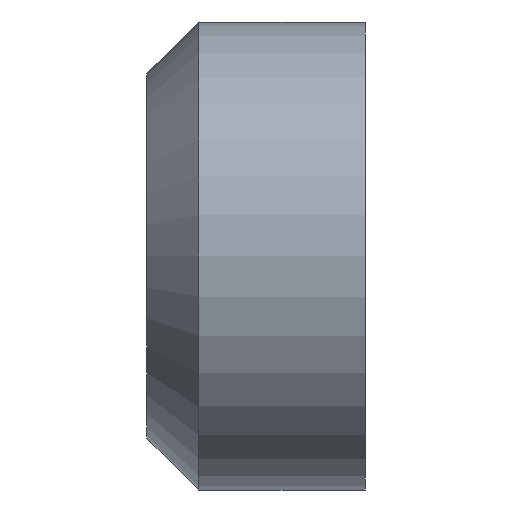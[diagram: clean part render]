
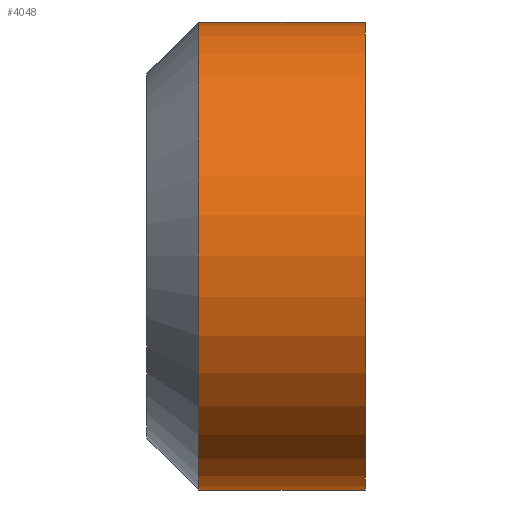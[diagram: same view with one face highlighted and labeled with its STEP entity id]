
A CAD part, left-side view. The second image highlights one B-rep face of the part: STEP entity #4048.
In plain terms, the highlighted cylindrical face has radius 22.5 mm (diameter 45 mm), a partial arc.
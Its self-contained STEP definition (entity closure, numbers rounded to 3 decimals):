
#96 = EDGE_CURVE ( 'NONE', #5002, #2619, #1699, .T. ) ;
#108 = AXIS2_PLACEMENT_3D ( 'NONE', #1256, #4660, #2693 ) ;
#242 = DIRECTION ( 'NONE',  ( 0., 1., 0. ) ) ;
#517 = AXIS2_PLACEMENT_3D ( 'NONE', #2577, #2443, #5871 ) ;
#526 = ORIENTED_EDGE ( 'NONE', *, *, #3785, .F. ) ;
#768 = EDGE_CURVE ( 'NONE', #5494, #5002, #1135, .T. ) ;
#1042 = VECTOR ( 'NONE', #1598, 1000. ) ;
#1135 = CIRCLE ( 'NONE', #108, 22.5 ) ;
#1256 = CARTESIAN_POINT ( 'NONE',  ( -100., 16., 0. ) ) ;
#1598 = DIRECTION ( 'NONE',  ( 0., -1., 0. ) ) ;
#1699 = LINE ( 'NONE', #4086, #1042 ) ;
#1700 = ORIENTED_EDGE ( 'NONE', *, *, #96, .T. ) ;
#1871 = VECTOR ( 'NONE', #5360, 1000. ) ;
#2223 = DIRECTION ( 'NONE',  ( 0., 0., 1. ) ) ;
#2279 = VERTEX_POINT ( 'NONE', #3379 ) ;
#2443 = DIRECTION ( 'NONE',  ( 0., -1., 0. ) ) ;
#2474 = FACE_OUTER_BOUND ( 'NONE', #4456, .T. ) ;
#2577 = CARTESIAN_POINT ( 'NONE',  ( -100., 21., 0. ) ) ;
#2619 = VERTEX_POINT ( 'NONE', #6033 ) ;
#2693 = DIRECTION ( 'NONE',  ( 0., 0., 1. ) ) ;
#2985 = CARTESIAN_POINT ( 'NONE',  ( -100., 16., 22.5 ) ) ;
#3094 = CARTESIAN_POINT ( 'NONE',  ( -100., 16., -22.5 ) ) ;
#3110 = CIRCLE ( 'NONE', #4034, 22.5 ) ;
#3379 = CARTESIAN_POINT ( 'NONE',  ( -100., 0., 22.5 ) ) ;
#3512 = CYLINDRICAL_SURFACE ( 'NONE', #517, 22.5 ) ;
#3746 = EDGE_CURVE ( 'NONE', #2619, #2279, #3110, .T. ) ;
#3785 = EDGE_CURVE ( 'NONE', #5494, #2279, #3892, .T. ) ;
#3865 = CARTESIAN_POINT ( 'NONE',  ( -100., 21., 22.5 ) ) ;
#3892 = LINE ( 'NONE', #3865, #1871 ) ;
#4034 = AXIS2_PLACEMENT_3D ( 'NONE', #4684, #242, #2223 ) ;
#4048 = ADVANCED_FACE ( 'NONE', ( #2474 ), #3512, .T. ) ;
#4086 = CARTESIAN_POINT ( 'NONE',  ( -100., 21., -22.5 ) ) ;
#4456 = EDGE_LOOP ( 'NONE', ( #526, #5629, #1700, #6289 ) ) ;
#4660 = DIRECTION ( 'NONE',  ( 0., -1., 0. ) ) ;
#4684 = CARTESIAN_POINT ( 'NONE',  ( -100., 0., 0. ) ) ;
#5002 = VERTEX_POINT ( 'NONE', #3094 ) ;
#5360 = DIRECTION ( 'NONE',  ( 0., -1., 0. ) ) ;
#5494 = VERTEX_POINT ( 'NONE', #2985 ) ;
#5629 = ORIENTED_EDGE ( 'NONE', *, *, #768, .T. ) ;
#5871 = DIRECTION ( 'NONE',  ( 0., 0., -1. ) ) ;
#6033 = CARTESIAN_POINT ( 'NONE',  ( -100., 0., -22.5 ) ) ;
#6289 = ORIENTED_EDGE ( 'NONE', *, *, #3746, .T. ) ;
